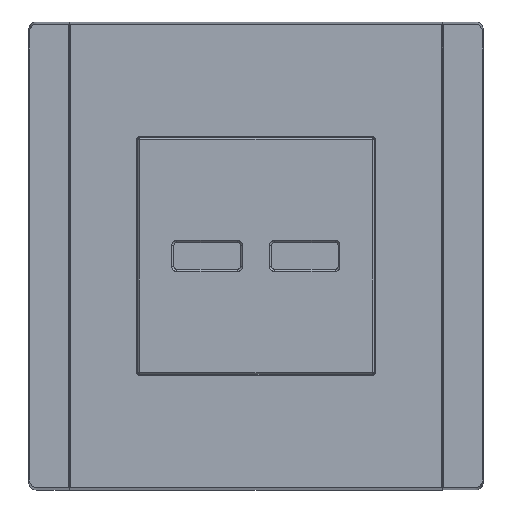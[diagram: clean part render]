
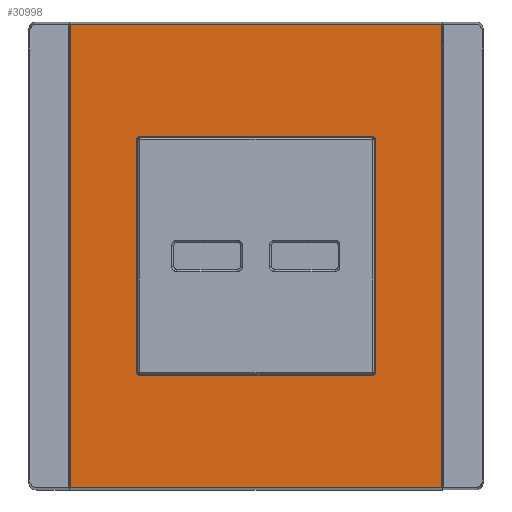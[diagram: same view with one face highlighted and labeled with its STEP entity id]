
A CAD part, top view. The second image highlights one B-rep face of the part: STEP entity #30998.
In plain terms, the highlighted planar face has unit normal (0, 0, 1).
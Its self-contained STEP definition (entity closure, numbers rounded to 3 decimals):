
#604 =( BOUNDED_CURVE ( )  B_SPLINE_CURVE ( 3, ( #9152, #48923, #17300, #37318 ),
 .UNSPECIFIED., .F., .F. ) 
 B_SPLINE_CURVE_WITH_KNOTS ( ( 4, 4 ),
 ( 5.498, 7.068 ),
 .UNSPECIFIED. ) 
 CURVE ( )  GEOMETRIC_REPRESENTATION_ITEM ( )  RATIONAL_B_SPLINE_CURVE ( ( 1., 0.805, 0.805, 1. ) ) 
 REPRESENTATION_ITEM ( '' )  );
#1156 = EDGE_CURVE ( 'NONE', #4387, #47257, #42434, .T. ) ;
#1969 = CARTESIAN_POINT ( 'NONE',  ( 500., 100., 11.5 ) ) ;
#2698 = CARTESIAN_POINT ( 'NONE',  ( 535.32, 100., 11.5 ) ) ;
#2781 = CARTESIAN_POINT ( 'NONE',  ( 522.178, 77.322, 11.5 ) ) ;
#2889 = CARTESIAN_POINT ( 'NONE',  ( 522.678, 122.178, 11.5 ) ) ;
#3390 = CARTESIAN_POINT ( 'NONE',  ( 477.322, 77.822, 11.5 ) ) ;
#3811 = VERTEX_POINT ( 'NONE', #39438 ) ;
#4387 = VERTEX_POINT ( 'NONE', #30072 ) ;
#5315 = CARTESIAN_POINT ( 'NONE',  ( 522.678, 122.178, 11.5 ) ) ;
#5427 = EDGE_CURVE ( 'NONE', #42108, #50509, #48098, .T. ) ;
#6128 = VERTEX_POINT ( 'NONE', #3390 ) ;
#7421 = DIRECTION ( 'NONE',  ( 0., 1., 0. ) ) ;
#7580 = CARTESIAN_POINT ( 'NONE',  ( 477.322, 77.822, 11.5 ) ) ;
#9152 = CARTESIAN_POINT ( 'NONE',  ( 477.322, 122.178, 11.5 ) ) ;
#10056 = VERTEX_POINT ( 'NONE', #26374 ) ;
#10392 = FACE_BOUND ( 'NONE', #35763, .T. ) ;
#10430 = CARTESIAN_POINT ( 'NONE',  ( 500., 77.322, 11.5 ) ) ;
#11273 = DIRECTION ( 'NONE',  ( 0., -1., 0. ) ) ;
#11311 = EDGE_CURVE ( 'NONE', #34559, #6128, #47520, .T. ) ;
#11385 = EDGE_CURVE ( 'NONE', #4387, #19168, #15731, .T. ) ;
#11591 = CARTESIAN_POINT ( 'NONE',  ( 522.178, 77.322, 11.5 ) ) ;
#11711 = AXIS2_PLACEMENT_3D ( 'NONE', #1969, #46963, #38040 ) ;
#11805 = VECTOR ( 'NONE', #13864, 1000. ) ;
#11945 = CARTESIAN_POINT ( 'NONE',  ( 500., 144.091, 11.5 ) ) ;
#11961 = CARTESIAN_POINT ( 'NONE',  ( 522.678, 77.822, 11.5 ) ) ;
#12124 = CARTESIAN_POINT ( 'NONE',  ( 522.678, 77.529, 11.5 ) ) ;
#12726 = ORIENTED_EDGE ( 'NONE', *, *, #29332, .F. ) ;
#13864 = DIRECTION ( 'NONE',  ( 1., 0., 0. ) ) ;
#14747 = EDGE_LOOP ( 'NONE', ( #27180, #17401, #15059, #18545 ) ) ;
#14994 = CARTESIAN_POINT ( 'NONE',  ( 522.471, 122.678, 11.5 ) ) ;
#15059 = ORIENTED_EDGE ( 'NONE', *, *, #19021, .T. ) ;
#15173 = CARTESIAN_POINT ( 'NONE',  ( 464.68, 100., 11.5 ) ) ;
#15484 = CARTESIAN_POINT ( 'NONE',  ( 477.322, 77.529, 11.5 ) ) ;
#15516 = EDGE_CURVE ( 'NONE', #25962, #29575, #32476, .T. ) ;
#15725 = LINE ( 'NONE', #16270, #22965 ) ;
#15731 = LINE ( 'NONE', #19685, #49611 ) ;
#15796 = CARTESIAN_POINT ( 'NONE',  ( 522.678, 77.822, 11.5 ) ) ;
#16150 = ORIENTED_EDGE ( 'NONE', *, *, #30527, .T. ) ;
#16270 = CARTESIAN_POINT ( 'NONE',  ( 522.678, 100., 11.5 ) ) ;
#16366 = CARTESIAN_POINT ( 'NONE',  ( 477.822, 122.678, 11.5 ) ) ;
#17300 = CARTESIAN_POINT ( 'NONE',  ( 477.529, 122.678, 11.5 ) ) ;
#17401 = ORIENTED_EDGE ( 'NONE', *, *, #51300, .T. ) ;
#18317 = ORIENTED_EDGE ( 'NONE', *, *, #15516, .T. ) ;
#18545 = ORIENTED_EDGE ( 'NONE', *, *, #39980, .T. ) ;
#18908 = DIRECTION ( 'NONE',  ( -1., 0., 0. ) ) ;
#19021 = EDGE_CURVE ( 'NONE', #10056, #24523, #34302, .T. ) ;
#19168 = VERTEX_POINT ( 'NONE', #16366 ) ;
#19685 = CARTESIAN_POINT ( 'NONE',  ( 500., 122.678, 11.5 ) ) ;
#19928 = ORIENTED_EDGE ( 'NONE', *, *, #29333, .F. ) ;
#21015 = ORIENTED_EDGE ( 'NONE', *, *, #1156, .T. ) ;
#22550 = ORIENTED_EDGE ( 'NONE', *, *, #11311, .T. ) ;
#22882 = CARTESIAN_POINT ( 'NONE',  ( 535.32, 144.091, 11.5 ) ) ;
#22965 = VECTOR ( 'NONE', #48387, 1000. ) ;
#23192 = LINE ( 'NONE', #30844, #35482 ) ;
#23527 = LINE ( 'NONE', #11945, #47561 ) ;
#24523 = VERTEX_POINT ( 'NONE', #22882 ) ;
#25962 = VERTEX_POINT ( 'NONE', #11961 ) ;
#26374 = CARTESIAN_POINT ( 'NONE',  ( 535.32, 55.909, 11.5 ) ) ;
#27180 = ORIENTED_EDGE ( 'NONE', *, *, #5427, .T. ) ;
#28654 = ORIENTED_EDGE ( 'NONE', *, *, #49327, .F. ) ;
#29332 = EDGE_CURVE ( 'NONE', #3811, #6128, #51283, .T. ) ;
#29333 = EDGE_CURVE ( 'NONE', #25962, #47257, #15725, .T. ) ;
#29575 = VERTEX_POINT ( 'NONE', #2781 ) ;
#30072 = CARTESIAN_POINT ( 'NONE',  ( 522.178, 122.678, 11.5 ) ) ;
#30392 = FACE_OUTER_BOUND ( 'NONE', #14747, .T. ) ;
#30520 = CARTESIAN_POINT ( 'NONE',  ( 464.68, 55.909, 11.5 ) ) ;
#30527 = EDGE_CURVE ( 'NONE', #3811, #19168, #604, .T. ) ;
#30844 = CARTESIAN_POINT ( 'NONE',  ( 500., 55.909, 11.5 ) ) ;
#30998 = ADVANCED_FACE ( 'NONE', ( #30392, #10392 ), #34866, .T. ) ;
#31880 = CARTESIAN_POINT ( 'NONE',  ( 522.471, 77.322, 11.5 ) ) ;
#32243 = VECTOR ( 'NONE', #11273, 1000. ) ;
#32248 = DIRECTION ( 'NONE',  ( -1., 0., 0. ) ) ;
#32476 =( BOUNDED_CURVE ( )  B_SPLINE_CURVE ( 3, ( #15796, #12124, #31880, #11591 ),
 .UNSPECIFIED., .F., .F. ) 
 B_SPLINE_CURVE_WITH_KNOTS ( ( 4, 4 ),
 ( 5.498, 7.068 ),
 .UNSPECIFIED. ) 
 CURVE ( )  GEOMETRIC_REPRESENTATION_ITEM ( )  RATIONAL_B_SPLINE_CURVE ( ( 1., 0.805, 0.805, 1. ) ) 
 REPRESENTATION_ITEM ( '' )  );
#32621 = VECTOR ( 'NONE', #7421, 1000. ) ;
#32951 = ORIENTED_EDGE ( 'NONE', *, *, #11385, .F. ) ;
#34302 = LINE ( 'NONE', #2698, #32621 ) ;
#34559 = VERTEX_POINT ( 'NONE', #38155 ) ;
#34866 = PLANE ( 'NONE',  #11711 ) ;
#35229 = CARTESIAN_POINT ( 'NONE',  ( 477.529, 77.322, 11.5 ) ) ;
#35267 = CARTESIAN_POINT ( 'NONE',  ( 522.178, 122.678, 11.5 ) ) ;
#35482 = VECTOR ( 'NONE', #39251, 1000. ) ;
#35536 = CARTESIAN_POINT ( 'NONE',  ( 522.678, 122.471, 11.5 ) ) ;
#35747 = CARTESIAN_POINT ( 'NONE',  ( 477.822, 77.322, 11.5 ) ) ;
#35763 = EDGE_LOOP ( 'NONE', ( #28654, #22550, #12726, #16150, #32951, #21015, #19928, #18317 ) ) ;
#35821 = VECTOR ( 'NONE', #52016, 1000. ) ;
#37318 = CARTESIAN_POINT ( 'NONE',  ( 477.822, 122.678, 11.5 ) ) ;
#37857 = CARTESIAN_POINT ( 'NONE',  ( 464.68, 144.091, 11.5 ) ) ;
#38040 = DIRECTION ( 'NONE',  ( 1., 0., 0. ) ) ;
#38155 = CARTESIAN_POINT ( 'NONE',  ( 477.822, 77.322, 11.5 ) ) ;
#39251 = DIRECTION ( 'NONE',  ( 1., 0., 0. ) ) ;
#39426 = CARTESIAN_POINT ( 'NONE',  ( 477.322, 100., 11.5 ) ) ;
#39438 = CARTESIAN_POINT ( 'NONE',  ( 477.322, 122.178, 11.5 ) ) ;
#39980 = EDGE_CURVE ( 'NONE', #24523, #42108, #23527, .T. ) ;
#42108 = VERTEX_POINT ( 'NONE', #37857 ) ;
#42434 =( BOUNDED_CURVE ( )  B_SPLINE_CURVE ( 3, ( #35267, #14994, #35536, #2889 ),
 .UNSPECIFIED., .F., .F. ) 
 B_SPLINE_CURVE_WITH_KNOTS ( ( 4, 4 ),
 ( 5.498, 7.068 ),
 .UNSPECIFIED. ) 
 CURVE ( )  GEOMETRIC_REPRESENTATION_ITEM ( )  RATIONAL_B_SPLINE_CURVE ( ( 1., 0.805, 0.805, 1. ) ) 
 REPRESENTATION_ITEM ( '' )  );
#46963 = DIRECTION ( 'NONE',  ( 0., 0., 1. ) ) ;
#47257 = VERTEX_POINT ( 'NONE', #5315 ) ;
#47520 =( BOUNDED_CURVE ( )  B_SPLINE_CURVE ( 3, ( #35747, #35229, #15484, #7580 ),
 .UNSPECIFIED., .F., .F. ) 
 B_SPLINE_CURVE_WITH_KNOTS ( ( 4, 4 ),
 ( 5.498, 7.068 ),
 .UNSPECIFIED. ) 
 CURVE ( )  GEOMETRIC_REPRESENTATION_ITEM ( )  RATIONAL_B_SPLINE_CURVE ( ( 1., 0.805, 0.805, 1. ) ) 
 REPRESENTATION_ITEM ( '' )  );
#47561 = VECTOR ( 'NONE', #32248, 1000. ) ;
#48098 = LINE ( 'NONE', #15173, #35821 ) ;
#48387 = DIRECTION ( 'NONE',  ( 0., 1., 0. ) ) ;
#48923 = CARTESIAN_POINT ( 'NONE',  ( 477.322, 122.471, 11.5 ) ) ;
#49327 = EDGE_CURVE ( 'NONE', #34559, #29575, #49932, .T. ) ;
#49611 = VECTOR ( 'NONE', #18908, 1000. ) ;
#49932 = LINE ( 'NONE', #10430, #11805 ) ;
#50509 = VERTEX_POINT ( 'NONE', #30520 ) ;
#51283 = LINE ( 'NONE', #39426, #32243 ) ;
#51300 = EDGE_CURVE ( 'NONE', #50509, #10056, #23192, .T. ) ;
#52016 = DIRECTION ( 'NONE',  ( 0., -1., 0. ) ) ;
